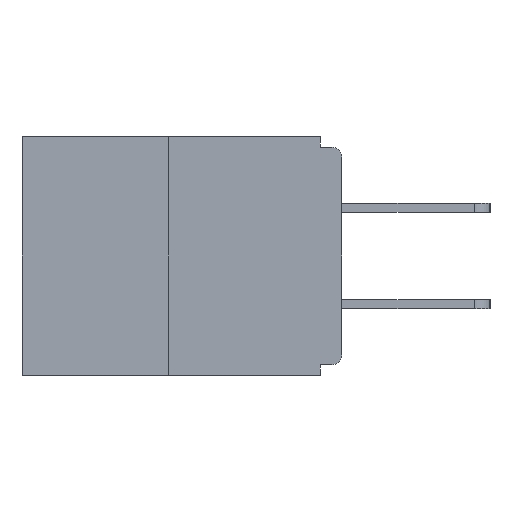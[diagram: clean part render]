
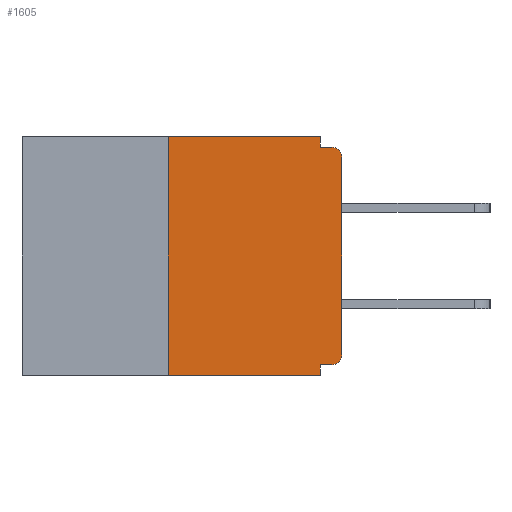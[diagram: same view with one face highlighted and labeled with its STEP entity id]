
A CAD part, left-side view. The second image highlights one B-rep face of the part: STEP entity #1605.
In plain terms, the highlighted planar face has unit normal (-1, 0, 0).
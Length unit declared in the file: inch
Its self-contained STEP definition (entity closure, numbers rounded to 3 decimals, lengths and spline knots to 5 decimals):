
#548 = CARTESIAN_POINT ( 'NONE',  ( 0., 0.25, -0.343 ) ) ;
#597 = EDGE_CURVE ( 'NONE', #13396, #11278, #4588, .T. ) ;
#687 = CARTESIAN_POINT ( 'NONE',  ( 0., 0.25, 0. ) ) ;
#935 = CARTESIAN_POINT ( 'NONE',  ( 0., 0.25, 0. ) ) ;
#1307 = CARTESIAN_POINT ( 'NONE',  ( 0., 0.031, -0.015 ) ) ;
#1376 = VERTEX_POINT ( 'NONE', #15940 ) ;
#1390 = CARTESIAN_POINT ( 'NONE',  ( 0., 0., 0. ) ) ;
#1480 = EDGE_CURVE ( 'NONE', #1845, #1376, #14595, .T. ) ;
#1605 = ADVANCED_FACE ( 'NONE', ( #10232 ), #10061, .F. ) ;
#1845 = VERTEX_POINT ( 'NONE', #4675 ) ;
#2291 = DIRECTION ( 'NONE',  ( 1., 0., 0. ) ) ;
#2334 = DIRECTION ( 'NONE',  ( 0., 0., -1. ) ) ;
#2763 = EDGE_CURVE ( 'NONE', #10658, #5696, #3588, .T. ) ;
#2767 = DIRECTION ( 'NONE',  ( -1., 0., 0. ) ) ;
#3154 = CARTESIAN_POINT ( 'NONE',  ( 0., 0.031, -0.343 ) ) ;
#3513 = VECTOR ( 'NONE', #10290, 39.37008 ) ;
#3588 = LINE ( 'NONE', #10383, #3513 ) ;
#4061 = ORIENTED_EDGE ( 'NONE', *, *, #5928, .T. ) ;
#4269 = VECTOR ( 'NONE', #11290, 39.37008 ) ;
#4315 = VECTOR ( 'NONE', #16319, 39.37008 ) ;
#4588 = LINE ( 'NONE', #12392, #4269 ) ;
#4629 = VERTEX_POINT ( 'NONE', #16172 ) ;
#4675 = CARTESIAN_POINT ( 'NONE',  ( 0., 0.015, -0.328 ) ) ;
#5517 = CARTESIAN_POINT ( 'NONE',  ( 0., 0., -0.015 ) ) ;
#5696 = VERTEX_POINT ( 'NONE', #3154 ) ;
#5928 = EDGE_CURVE ( 'NONE', #4629, #8295, #16809, .T. ) ;
#5958 = EDGE_CURVE ( 'NONE', #11278, #8295, #8030, .T. ) ;
#6562 = DIRECTION ( 'NONE',  ( 0., 0., -1. ) ) ;
#6661 = DIRECTION ( 'NONE',  ( 0., 0., 1. ) ) ;
#6794 = EDGE_CURVE ( 'NONE', #1376, #4629, #13510, .T. ) ;
#7041 = EDGE_CURVE ( 'NONE', #8602, #5696, #12988, .T. ) ;
#7042 = ORIENTED_EDGE ( 'NONE', *, *, #5958, .F. ) ;
#7090 = LINE ( 'NONE', #687, #4315 ) ;
#7276 = EDGE_LOOP ( 'NONE', ( #10477, #12265, #8718, #14493, #8981, #7814, #7667, #4061, #7042, #15305 ) ) ;
#7494 = LINE ( 'NONE', #7573, #7608 ) ;
#7504 = LINE ( 'NONE', #10020, #11418 ) ;
#7573 = CARTESIAN_POINT ( 'NONE',  ( 0., 0., -0.328 ) ) ;
#7608 = VECTOR ( 'NONE', #8796, 39.37008 ) ;
#7667 = ORIENTED_EDGE ( 'NONE', *, *, #6794, .T. ) ;
#7814 = ORIENTED_EDGE ( 'NONE', *, *, #1480, .T. ) ;
#7860 = VECTOR ( 'NONE', #2334, 39.37008 ) ;
#8030 = LINE ( 'NONE', #5517, #14620 ) ;
#8092 = AXIS2_PLACEMENT_3D ( 'NONE', #15810, #2767, #6562 ) ;
#8295 = VERTEX_POINT ( 'NONE', #15067 ) ;
#8601 = VERTEX_POINT ( 'NONE', #935 ) ;
#8602 = VERTEX_POINT ( 'NONE', #16653 ) ;
#8718 = ORIENTED_EDGE ( 'NONE', *, *, #2763, .T. ) ;
#8796 = DIRECTION ( 'NONE',  ( 0., 1., 0. ) ) ;
#8981 = ORIENTED_EDGE ( 'NONE', *, *, #14978, .F. ) ;
#9018 = CARTESIAN_POINT ( 'NONE',  ( 0., 0.031, 0. ) ) ;
#9437 = AXIS2_PLACEMENT_3D ( 'NONE', #9716, #16368, #16444 ) ;
#9716 = CARTESIAN_POINT ( 'NONE',  ( 0., 0.015, -0.313 ) ) ;
#10020 = CARTESIAN_POINT ( 'NONE',  ( 0., 0.46, 0. ) ) ;
#10061 = PLANE ( 'NONE',  #12158 ) ;
#10232 = FACE_OUTER_BOUND ( 'NONE', #7276, .T. ) ;
#10290 = DIRECTION ( 'NONE',  ( 0., -1., 0. ) ) ;
#10383 = CARTESIAN_POINT ( 'NONE',  ( 0., 0.46, -0.343 ) ) ;
#10477 = ORIENTED_EDGE ( 'NONE', *, *, #12335, .F. ) ;
#10658 = VERTEX_POINT ( 'NONE', #548 ) ;
#10704 = DIRECTION ( 'NONE',  ( 0., -1., 0. ) ) ;
#11278 = VERTEX_POINT ( 'NONE', #1307 ) ;
#11290 = DIRECTION ( 'NONE',  ( 0., 0., -1. ) ) ;
#11418 = VECTOR ( 'NONE', #15191, 39.37008 ) ;
#12158 = AXIS2_PLACEMENT_3D ( 'NONE', #15333, #2291, #12611 ) ;
#12265 = ORIENTED_EDGE ( 'NONE', *, *, #13457, .F. ) ;
#12335 = EDGE_CURVE ( 'NONE', #8601, #13396, #7504, .T. ) ;
#12392 = CARTESIAN_POINT ( 'NONE',  ( 0., 0.031, 0. ) ) ;
#12611 = DIRECTION ( 'NONE',  ( 0., 0., -1. ) ) ;
#12987 = VECTOR ( 'NONE', #6661, 39.37008 ) ;
#12988 = LINE ( 'NONE', #14332, #7860 ) ;
#13396 = VERTEX_POINT ( 'NONE', #9018 ) ;
#13457 = EDGE_CURVE ( 'NONE', #10658, #8601, #7090, .T. ) ;
#13510 = LINE ( 'NONE', #1390, #12987 ) ;
#14332 = CARTESIAN_POINT ( 'NONE',  ( 0., 0.031, -0.343 ) ) ;
#14493 = ORIENTED_EDGE ( 'NONE', *, *, #7041, .F. ) ;
#14595 = CIRCLE ( 'NONE', #9437, 0.015 ) ;
#14620 = VECTOR ( 'NONE', #10704, 39.37008 ) ;
#14978 = EDGE_CURVE ( 'NONE', #1845, #8602, #7494, .T. ) ;
#15067 = CARTESIAN_POINT ( 'NONE',  ( 0., 0.015, -0.015 ) ) ;
#15191 = DIRECTION ( 'NONE',  ( 0., -1., 0. ) ) ;
#15305 = ORIENTED_EDGE ( 'NONE', *, *, #597, .F. ) ;
#15333 = CARTESIAN_POINT ( 'NONE',  ( 0., 0.46, 0. ) ) ;
#15810 = CARTESIAN_POINT ( 'NONE',  ( 0., 0.015, -0.03 ) ) ;
#15940 = CARTESIAN_POINT ( 'NONE',  ( 0., 0., -0.313 ) ) ;
#16172 = CARTESIAN_POINT ( 'NONE',  ( 0., 0., -0.03 ) ) ;
#16319 = DIRECTION ( 'NONE',  ( 0., 0., 1. ) ) ;
#16368 = DIRECTION ( 'NONE',  ( -1., 0., 0. ) ) ;
#16444 = DIRECTION ( 'NONE',  ( 0., 0., -1. ) ) ;
#16653 = CARTESIAN_POINT ( 'NONE',  ( 0., 0.031, -0.328 ) ) ;
#16809 = CIRCLE ( 'NONE', #8092, 0.015 ) ;
